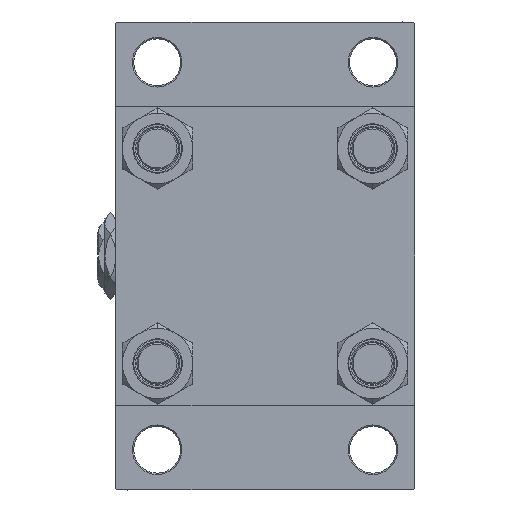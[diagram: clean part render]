
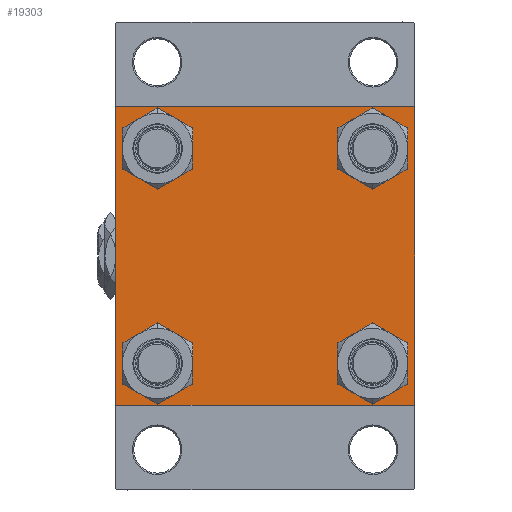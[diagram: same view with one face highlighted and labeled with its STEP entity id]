
A CAD part, left-side view. The second image highlights one B-rep face of the part: STEP entity #19303.
In plain terms, the highlighted planar face has unit normal (-1, 0, 0).
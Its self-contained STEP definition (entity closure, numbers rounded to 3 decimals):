
#755 = EDGE_CURVE ( 'NONE', #10541, #33125, #25825, .T. ) ;
#1616 = EDGE_CURVE ( 'NONE', #49444, #44970, #35073, .T. ) ;
#1880 = EDGE_CURVE ( 'NONE', #3337, #21021, #35195, .T. ) ;
#2048 = LINE ( 'NONE', #36551, #4107 ) ;
#2802 = CARTESIAN_POINT ( 'NONE',  ( 0., -41.35, -41.35 ) ) ;
#2943 = VERTEX_POINT ( 'NONE', #12033 ) ;
#2975 = VERTEX_POINT ( 'NONE', #26775 ) ;
#3009 = VERTEX_POINT ( 'NONE', #23030 ) ;
#3337 = VERTEX_POINT ( 'NONE', #34664 ) ;
#3698 = EDGE_CURVE ( 'NONE', #19533, #2943, #16089, .T. ) ;
#4107 = VECTOR ( 'NONE', #10052, 1000. ) ;
#5248 = ORIENTED_EDGE ( 'NONE', *, *, #15462, .F. ) ;
#5500 = AXIS2_PLACEMENT_3D ( 'NONE', #32749, #14480, #29493 ) ;
#5671 = VECTOR ( 'NONE', #27055, 1000. ) ;
#5896 = VERTEX_POINT ( 'NONE', #29003 ) ;
#6298 = EDGE_LOOP ( 'NONE', ( #12424, #34392 ) ) ;
#6672 = DIRECTION ( 'NONE',  ( 1., 0., 0. ) ) ;
#7591 = EDGE_LOOP ( 'NONE', ( #9247, #20491 ) ) ;
#7666 = CARTESIAN_POINT ( 'NONE',  ( 0., -57.25, 57.25 ) ) ;
#7802 = DIRECTION ( 'NONE',  ( 1., 0., 0. ) ) ;
#7943 = CIRCLE ( 'NONE', #38283, 8.5 ) ;
#8538 = EDGE_CURVE ( 'NONE', #5896, #11641, #19934, .T. ) ;
#8687 = ORIENTED_EDGE ( 'NONE', *, *, #8538, .T. ) ;
#8812 = VECTOR ( 'NONE', #22559, 1000. ) ;
#9247 = ORIENTED_EDGE ( 'NONE', *, *, #42842, .T. ) ;
#9733 = ORIENTED_EDGE ( 'NONE', *, *, #27887, .T. ) ;
#10052 = DIRECTION ( 'NONE',  ( 0., 0., -1. ) ) ;
#10541 = VERTEX_POINT ( 'NONE', #45452 ) ;
#10797 = FACE_BOUND ( 'NONE', #27277, .T. ) ;
#11389 = ORIENTED_EDGE ( 'NONE', *, *, #29971, .F. ) ;
#11641 = VERTEX_POINT ( 'NONE', #35053 ) ;
#11987 = ORIENTED_EDGE ( 'NONE', *, *, #46398, .T. ) ;
#12033 = CARTESIAN_POINT ( 'NONE',  ( 0., -41.35, -32.85 ) ) ;
#12424 = ORIENTED_EDGE ( 'NONE', *, *, #24960, .T. ) ;
#12619 = DIRECTION ( 'NONE',  ( 0., 0., -1. ) ) ;
#13150 = VERTEX_POINT ( 'NONE', #27929 ) ;
#13254 = CARTESIAN_POINT ( 'NONE',  ( 0., 57.5, 57. ) ) ;
#14290 = LINE ( 'NONE', #29552, #28530 ) ;
#14480 = DIRECTION ( 'NONE',  ( 1., 0., 0. ) ) ;
#14580 = VERTEX_POINT ( 'NONE', #40247 ) ;
#14622 = CARTESIAN_POINT ( 'NONE',  ( 0., 41.35, 49.85 ) ) ;
#15302 = CARTESIAN_POINT ( 'NONE',  ( 0., 41.35, -41.35 ) ) ;
#15462 = EDGE_CURVE ( 'NONE', #13150, #11641, #2048, .T. ) ;
#15554 = AXIS2_PLACEMENT_3D ( 'NONE', #48185, #6672, #20532 ) ;
#16089 = CIRCLE ( 'NONE', #34460, 8.5 ) ;
#16172 = LINE ( 'NONE', #7666, #16567 ) ;
#16567 = VECTOR ( 'NONE', #26911, 1000. ) ;
#16932 = EDGE_LOOP ( 'NONE', ( #11987, #31709, #36133, #8687, #5248, #34551, #11389, #25220 ) ) ;
#17778 = DIRECTION ( 'NONE',  ( 1., 0., 0. ) ) ;
#17811 = VERTEX_POINT ( 'NONE', #43410 ) ;
#18017 = CARTESIAN_POINT ( 'NONE',  ( 0., 41.35, 41.35 ) ) ;
#18045 = FACE_OUTER_BOUND ( 'NONE', #16932, .T. ) ;
#18558 = CARTESIAN_POINT ( 'NONE',  ( 0., 57.5, -57.5 ) ) ;
#18761 = DIRECTION ( 'NONE',  ( 0., 0., 1. ) ) ;
#19303 = ADVANCED_FACE ( 'NONE', ( #22537, #37792, #10797, #48547, #18045 ), #29315, .T. ) ;
#19533 = VERTEX_POINT ( 'NONE', #48492 ) ;
#19787 = VECTOR ( 'NONE', #22551, 1000. ) ;
#19934 = LINE ( 'NONE', #46691, #20913 ) ;
#20491 = ORIENTED_EDGE ( 'NONE', *, *, #3698, .T. ) ;
#20532 = DIRECTION ( 'NONE',  ( 0., 0., 1. ) ) ;
#20913 = VECTOR ( 'NONE', #31184, 1000. ) ;
#21021 = VERTEX_POINT ( 'NONE', #14622 ) ;
#22275 = DIRECTION ( 'NONE',  ( 1., 0., 0. ) ) ;
#22537 = FACE_BOUND ( 'NONE', #6298, .T. ) ;
#22551 = DIRECTION ( 'NONE',  ( 0., -1., 0. ) ) ;
#22559 = DIRECTION ( 'NONE',  ( 0., 0.707, -0.707 ) ) ;
#23030 = CARTESIAN_POINT ( 'NONE',  ( 0., -57., 57.5 ) ) ;
#23048 = LINE ( 'NONE', #18558, #19787 ) ;
#23132 = ORIENTED_EDGE ( 'NONE', *, *, #46622, .T. ) ;
#23913 = CIRCLE ( 'NONE', #33496, 8.5 ) ;
#24960 = EDGE_CURVE ( 'NONE', #28991, #2975, #40310, .T. ) ;
#24967 = CARTESIAN_POINT ( 'NONE',  ( 0., 57., -57.5 ) ) ;
#25220 = ORIENTED_EDGE ( 'NONE', *, *, #755, .T. ) ;
#25825 = LINE ( 'NONE', #29834, #8812 ) ;
#26015 = AXIS2_PLACEMENT_3D ( 'NONE', #29842, #26567, #37571 ) ;
#26567 = DIRECTION ( 'NONE',  ( 1., 0., 0. ) ) ;
#26775 = CARTESIAN_POINT ( 'NONE',  ( 0., -41.35, 32.85 ) ) ;
#26911 = DIRECTION ( 'NONE',  ( 0., 0.707, 0.707 ) ) ;
#27055 = DIRECTION ( 'NONE',  ( 0., -0.707, -0.707 ) ) ;
#27277 = EDGE_LOOP ( 'NONE', ( #37227, #23132 ) ) ;
#27887 = EDGE_CURVE ( 'NONE', #21021, #3337, #28463, .T. ) ;
#27929 = CARTESIAN_POINT ( 'NONE',  ( 0., -57.5, 57. ) ) ;
#28463 = CIRCLE ( 'NONE', #26015, 8.5 ) ;
#28530 = VECTOR ( 'NONE', #44797, 1000. ) ;
#28991 = VERTEX_POINT ( 'NONE', #44301 ) ;
#29003 = CARTESIAN_POINT ( 'NONE',  ( 0., -57., -57.5 ) ) ;
#29315 = PLANE ( 'NONE',  #37025 ) ;
#29493 = DIRECTION ( 'NONE',  ( 0., 0., 1. ) ) ;
#29552 = CARTESIAN_POINT ( 'NONE',  ( 0., 57.5, 57.5 ) ) ;
#29799 = DIRECTION ( 'NONE',  ( 0., 0., 1. ) ) ;
#29834 = CARTESIAN_POINT ( 'NONE',  ( 0., 57.25, 57.25 ) ) ;
#29842 = CARTESIAN_POINT ( 'NONE',  ( 0., 41.35, 41.35 ) ) ;
#29971 = EDGE_CURVE ( 'NONE', #10541, #3009, #14290, .T. ) ;
#30057 = EDGE_CURVE ( 'NONE', #17811, #14580, #46079, .T. ) ;
#30165 = DIRECTION ( 'NONE',  ( 1., 0., 0. ) ) ;
#30288 = CARTESIAN_POINT ( 'NONE',  ( 0., 0., 0. ) ) ;
#30812 = DIRECTION ( 'NONE',  ( 0., 0., 1. ) ) ;
#31123 = CARTESIAN_POINT ( 'NONE',  ( 0., 57.5, 57.5 ) ) ;
#31184 = DIRECTION ( 'NONE',  ( 0., -0.707, 0.707 ) ) ;
#31709 = ORIENTED_EDGE ( 'NONE', *, *, #1616, .T. ) ;
#32651 = CIRCLE ( 'NONE', #5500, 8.5 ) ;
#32685 = VECTOR ( 'NONE', #12619, 1000. ) ;
#32749 = CARTESIAN_POINT ( 'NONE',  ( 0., -41.35, 41.35 ) ) ;
#33125 = VERTEX_POINT ( 'NONE', #13254 ) ;
#33496 = AXIS2_PLACEMENT_3D ( 'NONE', #15302, #7802, #30812 ) ;
#33799 = DIRECTION ( 'NONE',  ( 1., 0., 0. ) ) ;
#33917 = CARTESIAN_POINT ( 'NONE',  ( 0., -41.35, -41.35 ) ) ;
#34078 = AXIS2_PLACEMENT_3D ( 'NONE', #38277, #22275, #29799 ) ;
#34392 = ORIENTED_EDGE ( 'NONE', *, *, #40420, .T. ) ;
#34460 = AXIS2_PLACEMENT_3D ( 'NONE', #2802, #33799, #49279 ) ;
#34551 = ORIENTED_EDGE ( 'NONE', *, *, #34693, .T. ) ;
#34664 = CARTESIAN_POINT ( 'NONE',  ( 0., 41.35, 32.85 ) ) ;
#34693 = EDGE_CURVE ( 'NONE', #13150, #3009, #16172, .T. ) ;
#35053 = CARTESIAN_POINT ( 'NONE',  ( 0., -57.5, -57. ) ) ;
#35073 = LINE ( 'NONE', #42307, #5671 ) ;
#35171 = EDGE_CURVE ( 'NONE', #44970, #5896, #23048, .T. ) ;
#35195 = CIRCLE ( 'NONE', #36782, 8.5 ) ;
#36133 = ORIENTED_EDGE ( 'NONE', *, *, #35171, .T. ) ;
#36330 = CARTESIAN_POINT ( 'NONE',  ( 0., 57.5, -57. ) ) ;
#36551 = CARTESIAN_POINT ( 'NONE',  ( 0., -57.5, 57.5 ) ) ;
#36782 = AXIS2_PLACEMENT_3D ( 'NONE', #18017, #17778, #18761 ) ;
#37025 = AXIS2_PLACEMENT_3D ( 'NONE', #30288, #38033, #41787 ) ;
#37227 = ORIENTED_EDGE ( 'NONE', *, *, #30057, .T. ) ;
#37571 = DIRECTION ( 'NONE',  ( 0., 0., 1. ) ) ;
#37792 = FACE_BOUND ( 'NONE', #7591, .T. ) ;
#37963 = ORIENTED_EDGE ( 'NONE', *, *, #1880, .T. ) ;
#38033 = DIRECTION ( 'NONE',  ( -1., 0., 0. ) ) ;
#38277 = CARTESIAN_POINT ( 'NONE',  ( 0., 41.35, -41.35 ) ) ;
#38283 = AXIS2_PLACEMENT_3D ( 'NONE', #33917, #30165, #45410 ) ;
#40247 = CARTESIAN_POINT ( 'NONE',  ( 0., 41.35, -49.85 ) ) ;
#40310 = CIRCLE ( 'NONE', #15554, 8.5 ) ;
#40420 = EDGE_CURVE ( 'NONE', #2975, #28991, #32651, .T. ) ;
#41787 = DIRECTION ( 'NONE',  ( 0., 0., 1. ) ) ;
#42193 = EDGE_LOOP ( 'NONE', ( #9733, #37963 ) ) ;
#42307 = CARTESIAN_POINT ( 'NONE',  ( 0., 57.25, -57.25 ) ) ;
#42842 = EDGE_CURVE ( 'NONE', #2943, #19533, #7943, .T. ) ;
#43117 = LINE ( 'NONE', #31123, #32685 ) ;
#43410 = CARTESIAN_POINT ( 'NONE',  ( 0., 41.35, -32.85 ) ) ;
#44301 = CARTESIAN_POINT ( 'NONE',  ( 0., -41.35, 49.85 ) ) ;
#44797 = DIRECTION ( 'NONE',  ( 0., -1., 0. ) ) ;
#44970 = VERTEX_POINT ( 'NONE', #24967 ) ;
#45410 = DIRECTION ( 'NONE',  ( 0., 0., 1. ) ) ;
#45452 = CARTESIAN_POINT ( 'NONE',  ( 0., 57., 57.5 ) ) ;
#46079 = CIRCLE ( 'NONE', #34078, 8.5 ) ;
#46398 = EDGE_CURVE ( 'NONE', #33125, #49444, #43117, .T. ) ;
#46622 = EDGE_CURVE ( 'NONE', #14580, #17811, #23913, .T. ) ;
#46691 = CARTESIAN_POINT ( 'NONE',  ( 0., -57.25, -57.25 ) ) ;
#48185 = CARTESIAN_POINT ( 'NONE',  ( 0., -41.35, 41.35 ) ) ;
#48492 = CARTESIAN_POINT ( 'NONE',  ( 0., -41.35, -49.85 ) ) ;
#48547 = FACE_BOUND ( 'NONE', #42193, .T. ) ;
#49279 = DIRECTION ( 'NONE',  ( 0., 0., 1. ) ) ;
#49444 = VERTEX_POINT ( 'NONE', #36330 ) ;
